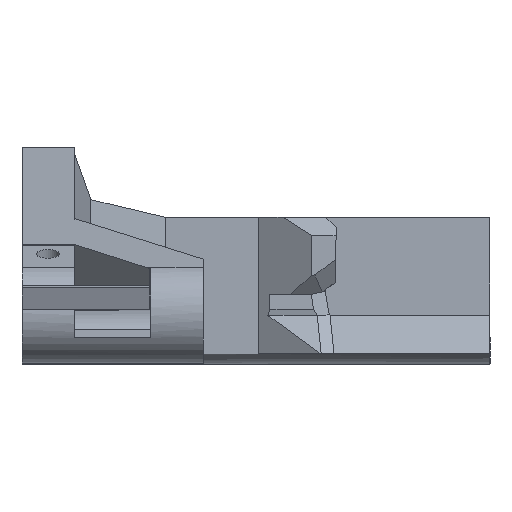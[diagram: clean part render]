
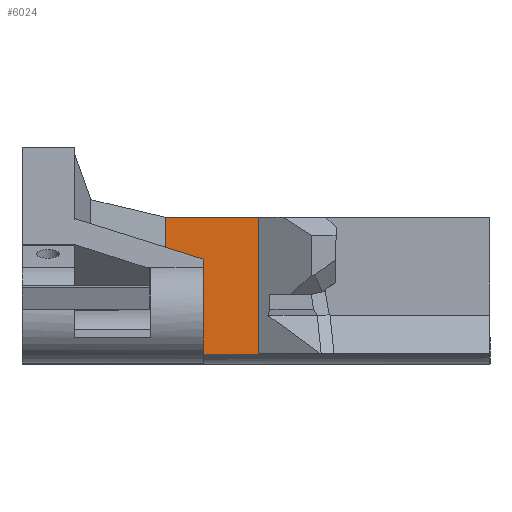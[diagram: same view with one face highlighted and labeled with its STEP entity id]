
A CAD part, top view. The second image highlights one B-rep face of the part: STEP entity #6024.
In plain terms, the highlighted planar face has unit normal (0, 0, 1).
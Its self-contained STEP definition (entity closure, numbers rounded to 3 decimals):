
#122 = PLANE('',#123);
#123 = AXIS2_PLACEMENT_3D('',#124,#125,#126);
#124 = CARTESIAN_POINT('',(-3.702,-15.583,
    -0.272));
#125 = DIRECTION('',(0.,0.722,-0.692));
#126 = DIRECTION('',(0.,0.692,0.722));
#151 = CYLINDRICAL_SURFACE('',#152,9.5);
#152 = AXIS2_PLACEMENT_3D('',#153,#154,#155);
#153 = CARTESIAN_POINT('',(-45.542,-32.1,
    -3.784));
#154 = DIRECTION('',(-1.,0.,0.));
#155 = DIRECTION('',(0.,-1.,0.));
#4198 = VERTEX_POINT('',#4199);
#4199 = CARTESIAN_POINT('',(-17.997,-13.315,
    2.096));
#4213 = PLANE('',#4214);
#4214 = AXIS2_PLACEMENT_3D('',#4215,#4216,#4217);
#4215 = CARTESIAN_POINT('',(-32.283,0.,
    5.653));
#4216 = DIRECTION('',(0.242,0.,0.97)
  );
#4217 = DIRECTION('',(0.97,0.,-0.242
    ));
#4225 = EDGE_CURVE('',#4226,#4198,#4228,.T.);
#4226 = VERTEX_POINT('',#4227);
#4227 = CARTESIAN_POINT('',(0.,-13.315,
    2.096));
#4228 = SURFACE_CURVE('',#4229,(#4233,#4240),.PCURVE_S1.);
#4229 = LINE('',#4230,#4231);
#4230 = CARTESIAN_POINT('',(-26.769,-13.315,
    2.096));
#4231 = VECTOR('',#4232,1.);
#4232 = DIRECTION('',(-1.,0.,0.));
#4233 = PCURVE('',#122,#4234);
#4234 = DEFINITIONAL_REPRESENTATION('',(#4235),#4239);
#4235 = LINE('',#4236,#4237);
#4236 = CARTESIAN_POINT('',(3.278,-23.068));
#4237 = VECTOR('',#4238,1.);
#4238 = DIRECTION('',(0.,-1.));
#4239 = ( GEOMETRIC_REPRESENTATION_CONTEXT(2) 
PARAMETRIC_REPRESENTATION_CONTEXT() REPRESENTATION_CONTEXT('2D SPACE',''
  ) );
#4240 = PCURVE('',#4241,#4246);
#4241 = PLANE('',#4242);
#4242 = AXIS2_PLACEMENT_3D('',#4243,#4244,#4245);
#4243 = CARTESIAN_POINT('',(-17.997,0.,
    2.096));
#4244 = DIRECTION('',(0.,0.,1.));
#4245 = DIRECTION('',(1.,0.,0.));
#4246 = DEFINITIONAL_REPRESENTATION('',(#4247),#4251);
#4247 = LINE('',#4248,#4249);
#4248 = CARTESIAN_POINT('',(-8.773,-13.315));
#4249 = VECTOR('',#4250,1.);
#4250 = DIRECTION('',(-1.,0.));
#4251 = ( GEOMETRIC_REPRESENTATION_CONTEXT(2) 
PARAMETRIC_REPRESENTATION_CONTEXT() REPRESENTATION_CONTEXT('2D SPACE',''
  ) );
#4269 = PLANE('',#4270);
#4270 = AXIS2_PLACEMENT_3D('',#4271,#4272,#4273);
#4271 = CARTESIAN_POINT('',(0.,0.,
    10.096));
#4272 = DIRECTION('',(1.,0.,0.));
#4273 = DIRECTION('',(0.,0.,-1.));
#4525 = VERTEX_POINT('',#4526);
#4526 = CARTESIAN_POINT('',(0.,-39.561,
    2.096));
#4552 = EDGE_CURVE('',#4525,#4553,#4555,.T.);
#4553 = VERTEX_POINT('',#4554);
#4554 = CARTESIAN_POINT('',(-17.997,-39.561,
    2.096));
#4555 = SURFACE_CURVE('',#4556,(#4560,#4567),.PCURVE_S1.);
#4556 = LINE('',#4557,#4558);
#4557 = CARTESIAN_POINT('',(-35.542,-39.561,
    2.096));
#4558 = VECTOR('',#4559,1.);
#4559 = DIRECTION('',(-1.,0.,0.));
#4560 = PCURVE('',#151,#4561);
#4561 = DEFINITIONAL_REPRESENTATION('',(#4562),#4566);
#4562 = LINE('',#4563,#4564);
#4563 = CARTESIAN_POINT('',(6.951,-10.));
#4564 = VECTOR('',#4565,1.);
#4565 = DIRECTION('',(0.,1.));
#4566 = ( GEOMETRIC_REPRESENTATION_CONTEXT(2) 
PARAMETRIC_REPRESENTATION_CONTEXT() REPRESENTATION_CONTEXT('2D SPACE',''
  ) );
#4567 = PCURVE('',#4241,#4568);
#4568 = DEFINITIONAL_REPRESENTATION('',(#4569),#4573);
#4569 = LINE('',#4570,#4571);
#4570 = CARTESIAN_POINT('',(-17.545,-39.561));
#4571 = VECTOR('',#4572,1.);
#4572 = DIRECTION('',(-1.,0.));
#4573 = ( GEOMETRIC_REPRESENTATION_CONTEXT(2) 
PARAMETRIC_REPRESENTATION_CONTEXT() REPRESENTATION_CONTEXT('2D SPACE',''
  ) );
#6004 = EDGE_CURVE('',#4198,#4553,#6005,.T.);
#6005 = SURFACE_CURVE('',#6006,(#6010,#6017),.PCURVE_S1.);
#6006 = LINE('',#6007,#6008);
#6007 = CARTESIAN_POINT('',(-17.997,0.,
    2.096));
#6008 = VECTOR('',#6009,1.);
#6009 = DIRECTION('',(0.,-1.,0.));
#6010 = PCURVE('',#4213,#6011);
#6011 = DEFINITIONAL_REPRESENTATION('',(#6012),#6016);
#6012 = LINE('',#6013,#6014);
#6013 = CARTESIAN_POINT('',(14.722,0.));
#6014 = VECTOR('',#6015,1.);
#6015 = DIRECTION('',(0.,-1.));
#6016 = ( GEOMETRIC_REPRESENTATION_CONTEXT(2) 
PARAMETRIC_REPRESENTATION_CONTEXT() REPRESENTATION_CONTEXT('2D SPACE',''
  ) );
#6017 = PCURVE('',#4241,#6018);
#6018 = DEFINITIONAL_REPRESENTATION('',(#6019),#6023);
#6019 = LINE('',#6020,#6021);
#6020 = CARTESIAN_POINT('',(0.,0.));
#6021 = VECTOR('',#6022,1.);
#6022 = DIRECTION('',(0.,-1.));
#6023 = ( GEOMETRIC_REPRESENTATION_CONTEXT(2) 
PARAMETRIC_REPRESENTATION_CONTEXT() REPRESENTATION_CONTEXT('2D SPACE',''
  ) );
#6024 = ADVANCED_FACE('',(#6025),#4241,.T.);
#6025 = FACE_BOUND('',#6026,.T.);
#6026 = EDGE_LOOP('',(#6027,#6028,#6029,#6030));
#6027 = ORIENTED_EDGE('',*,*,#4225,.T.);
#6028 = ORIENTED_EDGE('',*,*,#6004,.T.);
#6029 = ORIENTED_EDGE('',*,*,#4552,.F.);
#6030 = ORIENTED_EDGE('',*,*,#6031,.F.);
#6031 = EDGE_CURVE('',#4226,#4525,#6032,.T.);
#6032 = SURFACE_CURVE('',#6033,(#6037,#6044),.PCURVE_S1.);
#6033 = LINE('',#6034,#6035);
#6034 = CARTESIAN_POINT('',(0.,0.,
    2.096));
#6035 = VECTOR('',#6036,1.);
#6036 = DIRECTION('',(0.,-1.,0.));
#6037 = PCURVE('',#4241,#6038);
#6038 = DEFINITIONAL_REPRESENTATION('',(#6039),#6043);
#6039 = LINE('',#6040,#6041);
#6040 = CARTESIAN_POINT('',(17.997,0.));
#6041 = VECTOR('',#6042,1.);
#6042 = DIRECTION('',(0.,-1.));
#6043 = ( GEOMETRIC_REPRESENTATION_CONTEXT(2) 
PARAMETRIC_REPRESENTATION_CONTEXT() REPRESENTATION_CONTEXT('2D SPACE',''
  ) );
#6044 = PCURVE('',#4269,#6045);
#6045 = DEFINITIONAL_REPRESENTATION('',(#6046),#6050);
#6046 = LINE('',#6047,#6048);
#6047 = CARTESIAN_POINT('',(8.,0.));
#6048 = VECTOR('',#6049,1.);
#6049 = DIRECTION('',(0.,-1.));
#6050 = ( GEOMETRIC_REPRESENTATION_CONTEXT(2) 
PARAMETRIC_REPRESENTATION_CONTEXT() REPRESENTATION_CONTEXT('2D SPACE',''
  ) );
